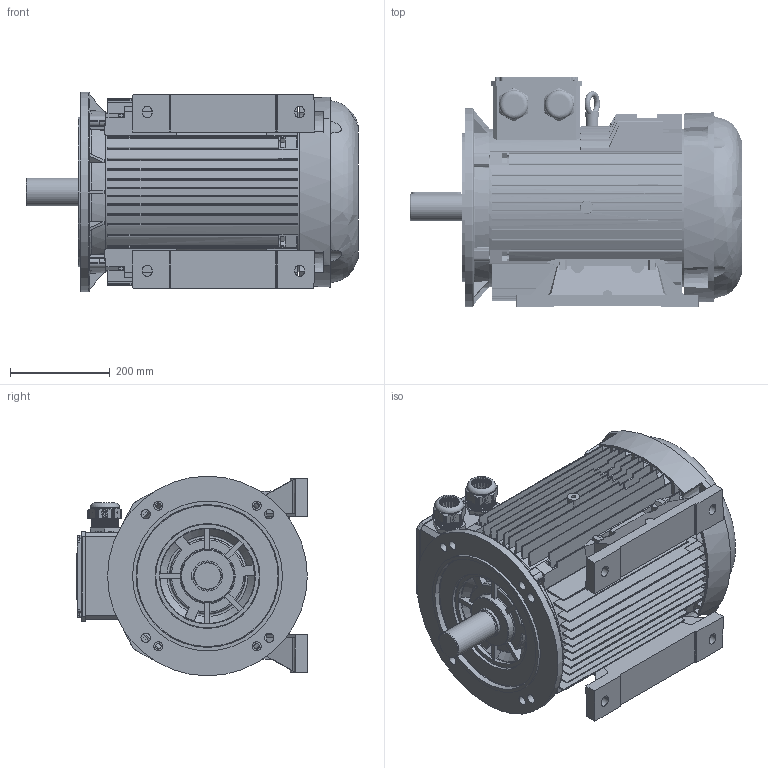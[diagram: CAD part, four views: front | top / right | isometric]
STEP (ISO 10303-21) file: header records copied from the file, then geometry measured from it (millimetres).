
FILE_DESCRIPTION(/* description */ (''),/* implementation_level */ '2;1');
FILE_NAME(/* name */ 'QU200_PA_.stp',/* time_stamp */ '2015-04-08T15:53:48+03:00',/* author */ (''),/* organization */ (''),/* preprocessor_version */ 'ST-DEVELOPER v11',/* originating_system */ 'SIEMENS PLM Software NX 7.5',/* authorisation */ '');
FILE_SCHEMA (('AP203_CONFIGURATION_CONTROLLED_3D_DESIGN_OF_MECHANICAL_PARTS_AND_ASSEMBLIES_MIM_LF'));
Products named in the file (1): AR-000000405669_001
Bounding box: 665 x 462 x 400 mm (x, y, z)
Volume: 14945100 mm3; surface area: 3600587.9 mm2
Topology: 16 solids, 24 shells, 4234 faces, 12275 edges, 8168 vertices
Faces by surface type: plane 3079, cylinder 863, cone 163, torus 102, bspline 27
Full cylindrical faces by diameter (mm): 2.5 x2, 4 x4, 5.5 x4, 7.5 x4, 8 x4, 8.5 x2, 10 x5, 11 x8, 11.25 x1, 12.5 x4, 18 x4, 19 x4, 25 x1, 28.125 x1, 39 x2, 40.1 x3, 45.5 x2, 48 x1, 49.7 x50, 54.3 x2, 54.7 x2, 55 x1, 55.9 x2, 56 x2, 56.3 x2, 58.1 x2, 60.2 x2, 78 x2, 82 x1, 84 x1
Entity records: 165840 total; most frequent: CARTESIAN_POINT 53460, ORIENTED_EDGE 24012, DIRECTION 21231, EDGE_CURVE 12006, LINE 8843, VECTOR 8843, VERTEX_POINT 8141, AXIS2_PLACEMENT_3D 6194
